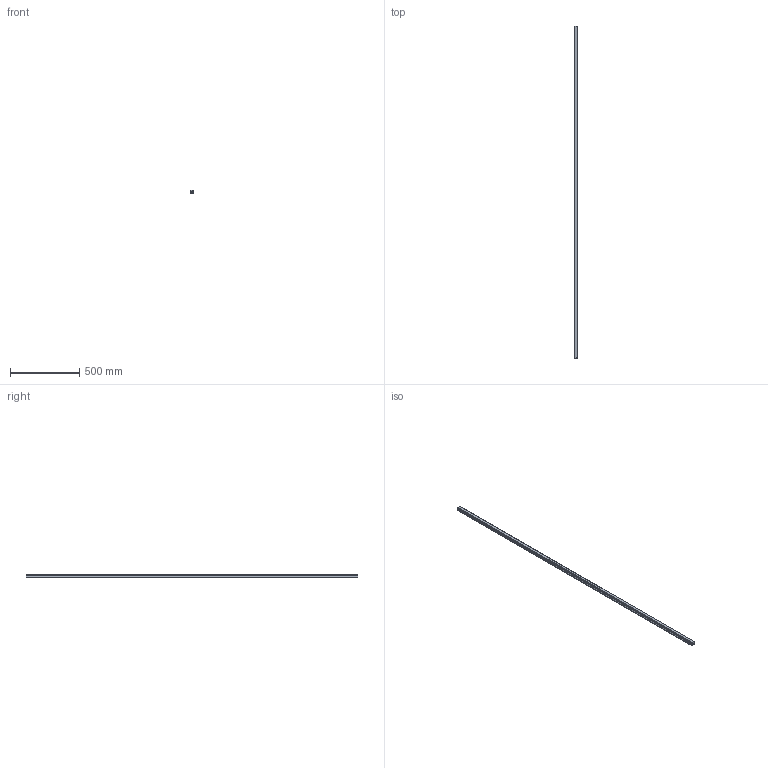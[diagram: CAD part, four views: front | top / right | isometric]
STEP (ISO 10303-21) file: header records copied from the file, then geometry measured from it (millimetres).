
FILE_DESCRIPTION(('STEP AP214'),'1');
FILE_NAME('cctmp_FC529028-AFFA-41A3-846C-C14EAF7FDB0C_2021_01_26_15_20_59_0819..stp','2021-01-26T14:20:59',('HIWIN GmbH'),('CADClick - www.CADClick.com'),'Spatial InterOp 3D',' ','unknown authorization');
FILE_SCHEMA(('AUTOMOTIVE_DESIGN'));
Length unit declared in the file: millimetre
Products named in the file (1): HGR30T2400C_FILE
Bounding box: 28 x 2400 x 26 mm (x, y, z)
Volume: 1455919.6 mm3; surface area: 276331.3 mm2
Topology: 1 solids, 1 shells, 235 faces, 627 edges, 368 vertices
Faces by surface type: plane 93, cylinder 82, cone 60
Entity records: 8729 total; most frequent: DIRECTION 1203, CARTESIAN_POINT 1171, ORIENTED_EDGE 1134, EDGE_CURVE 567, LINE 403, VECTOR 403, AXIS2_PLACEMENT_3D 400, VERTEX_POINT 368
